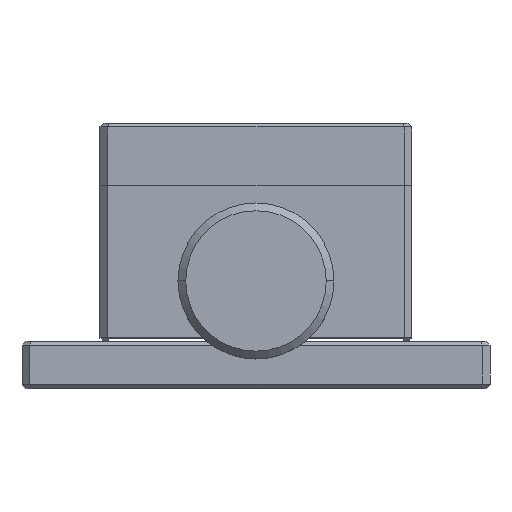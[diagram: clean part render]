
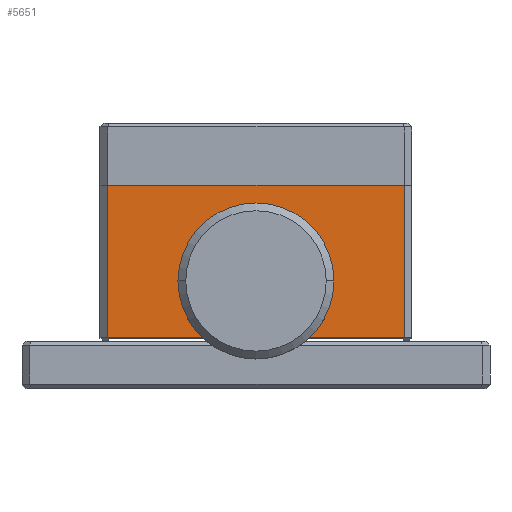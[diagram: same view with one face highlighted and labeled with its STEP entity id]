
A CAD part, top view. The second image highlights one B-rep face of the part: STEP entity #5651.
In plain terms, the highlighted planar face has unit normal (0, 0, 1).
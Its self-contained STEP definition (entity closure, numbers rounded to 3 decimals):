
#49 = EDGE_CURVE ( 'NONE', #135, #3640, #2749, .T. ) ;
#135 = VERTEX_POINT ( 'NONE', #1129 ) ;
#230 = CARTESIAN_POINT ( 'NONE',  ( -16.248, 14.922, 80. ) ) ;
#751 = VECTOR ( 'NONE', #1499, 1000. ) ;
#1129 = CARTESIAN_POINT ( 'NONE',  ( 21.752, 24.672, 80. ) ) ;
#1163 = DIRECTION ( 'NONE',  ( 0., 1., 0. ) ) ;
#1499 = DIRECTION ( 'NONE',  ( 1., 0., 0. ) ) ;
#1796 = CARTESIAN_POINT ( 'NONE',  ( -16.248, 5.172, 80. ) ) ;
#1900 = VECTOR ( 'NONE', #9524, 1000. ) ;
#2245 = PLANE ( 'NONE',  #14682 ) ;
#2749 = LINE ( 'NONE', #9309, #11833 ) ;
#3171 = CARTESIAN_POINT ( 'NONE',  ( 2.752, 12.372, 80. ) ) ;
#3640 = VERTEX_POINT ( 'NONE', #6435 ) ;
#3909 = ORIENTED_EDGE ( 'NONE', *, *, #49, .F. ) ;
#4146 = CARTESIAN_POINT ( 'NONE',  ( -16.248, 24.672, 80. ) ) ;
#4232 = DIRECTION ( 'NONE',  ( 0., 0., 1. ) ) ;
#4451 = CARTESIAN_POINT ( 'NONE',  ( 2.752, 24.672, 80. ) ) ;
#4628 = DIRECTION ( 'NONE',  ( 0., 0., -1. ) ) ;
#5132 = CARTESIAN_POINT ( 'NONE',  ( 2.752, 5.172, 80. ) ) ;
#5273 = ORIENTED_EDGE ( 'NONE', *, *, #12291, .F. ) ;
#5651 = ADVANCED_FACE ( 'NONE', ( #13344, #15750 ), #2245, .F. ) ;
#5848 = DIRECTION ( 'NONE',  ( -1., 0., 0. ) ) ;
#5859 = DIRECTION ( 'NONE',  ( -1., 0., 0. ) ) ;
#6225 = VERTEX_POINT ( 'NONE', #4146 ) ;
#6435 = CARTESIAN_POINT ( 'NONE',  ( 21.752, 5.172, 80. ) ) ;
#6616 = CARTESIAN_POINT ( 'NONE',  ( 2.752, 12.372, 80. ) ) ;
#6697 = LINE ( 'NONE', #5132, #13681 ) ;
#6780 = CARTESIAN_POINT ( 'NONE',  ( 7.252, 12.372, 80. ) ) ;
#6842 = VERTEX_POINT ( 'NONE', #1796 ) ;
#7225 = CIRCLE ( 'NONE', #9948, 4.5 ) ;
#8107 = LINE ( 'NONE', #4451, #751 ) ;
#8408 = EDGE_CURVE ( 'NONE', #6842, #6225, #12445, .T. ) ;
#9017 = DIRECTION ( 'NONE',  ( 1., 0., 0. ) ) ;
#9309 = CARTESIAN_POINT ( 'NONE',  ( 21.752, 14.922, 80. ) ) ;
#9524 = DIRECTION ( 'NONE',  ( 0., 1., 0. ) ) ;
#9948 = AXIS2_PLACEMENT_3D ( 'NONE', #3171, #4232, #5848 ) ;
#9999 = EDGE_CURVE ( 'NONE', #6842, #3640, #6697, .T. ) ;
#11464 = EDGE_LOOP ( 'NONE', ( #16262, #12232 ) ) ;
#11833 = VECTOR ( 'NONE', #11965, 1000. ) ;
#11866 = AXIS2_PLACEMENT_3D ( 'NONE', #6616, #16412, #5859 ) ;
#11965 = DIRECTION ( 'NONE',  ( 0., -1., 0. ) ) ;
#12221 = CARTESIAN_POINT ( 'NONE',  ( -1.748, 12.372, 80. ) ) ;
#12232 = ORIENTED_EDGE ( 'NONE', *, *, #12917, .F. ) ;
#12291 = EDGE_CURVE ( 'NONE', #6225, #135, #8107, .T. ) ;
#12445 = LINE ( 'NONE', #230, #1900 ) ;
#12514 = ORIENTED_EDGE ( 'NONE', *, *, #8408, .F. ) ;
#12810 = CARTESIAN_POINT ( 'NONE',  ( -16.248, 5.172, 80. ) ) ;
#12917 = EDGE_CURVE ( 'NONE', #14738, #16340, #13124, .T. ) ;
#13124 = CIRCLE ( 'NONE', #11866, 4.5 ) ;
#13344 = FACE_BOUND ( 'NONE', #11464, .T. ) ;
#13532 = EDGE_LOOP ( 'NONE', ( #3909, #5273, #12514, #13550 ) ) ;
#13550 = ORIENTED_EDGE ( 'NONE', *, *, #9999, .T. ) ;
#13681 = VECTOR ( 'NONE', #9017, 1000. ) ;
#14167 = EDGE_CURVE ( 'NONE', #16340, #14738, #7225, .T. ) ;
#14682 = AXIS2_PLACEMENT_3D ( 'NONE', #12810, #4628, #1163 ) ;
#14738 = VERTEX_POINT ( 'NONE', #6780 ) ;
#15750 = FACE_OUTER_BOUND ( 'NONE', #13532, .T. ) ;
#16262 = ORIENTED_EDGE ( 'NONE', *, *, #14167, .F. ) ;
#16340 = VERTEX_POINT ( 'NONE', #12221 ) ;
#16412 = DIRECTION ( 'NONE',  ( 0., 0., 1. ) ) ;
